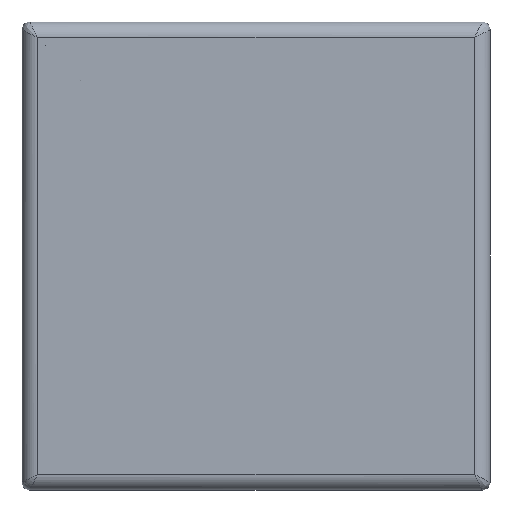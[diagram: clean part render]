
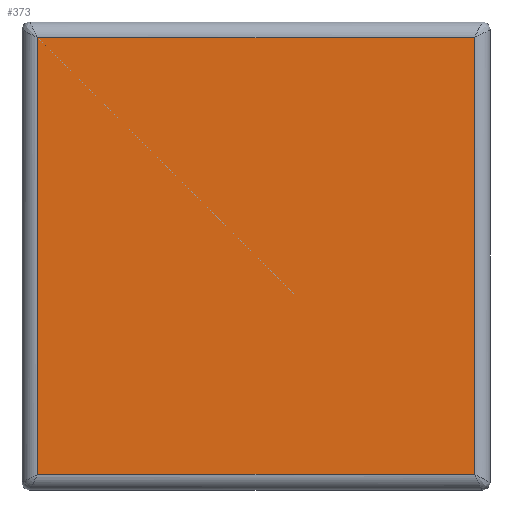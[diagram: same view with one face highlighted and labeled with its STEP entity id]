
A CAD part, front view. The second image highlights one B-rep face of the part: STEP entity #373.
In plain terms, the highlighted planar face has unit normal (0, -1, 0).
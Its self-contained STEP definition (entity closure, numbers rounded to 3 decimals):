
#326 = ORIENTED_EDGE ( 'NONE', *, *, #363, .T. ) ;
#328 = EDGE_LOOP ( 'NONE', ( #326, #365, #357, #361 ) ) ;
#346 = EDGE_CURVE ( 'NONE', #416, #353, #975, .T. ) ;
#347 = VERTEX_POINT ( 'NONE', #994 ) ;
#353 = VERTEX_POINT ( 'NONE', #931 ) ;
#357 = ORIENTED_EDGE ( 'NONE', *, *, #439, .T. ) ;
#361 = ORIENTED_EDGE ( 'NONE', *, *, #438, .T. ) ;
#363 = EDGE_CURVE ( 'NONE', #347, #416, #1006, .T. ) ;
#365 = ORIENTED_EDGE ( 'NONE', *, *, #346, .T. ) ;
#373 = ADVANCED_FACE ( 'NONE', ( #1103 ), #1184, .T. ) ;
#416 = VERTEX_POINT ( 'NONE', #1216 ) ;
#420 = VERTEX_POINT ( 'NONE', #1240 ) ;
#438 = EDGE_CURVE ( 'NONE', #420, #347, #1311, .T. ) ;
#439 = EDGE_CURVE ( 'NONE', #353, #420, #1290, .T. ) ;
#931 = CARTESIAN_POINT ( 'NONE',  ( -28., 0., -2. ) ) ;
#934 = DIRECTION ( 'NONE',  ( -1., 0., 0. ) ) ;
#935 = VECTOR ( 'NONE', #934, 1000. ) ;
#936 = CARTESIAN_POINT ( 'NONE',  ( -30., 0., -2. ) ) ;
#975 = LINE ( 'NONE', #936, #935 ) ;
#994 = CARTESIAN_POINT ( 'NONE',  ( 28., 0., -58. ) ) ;
#1004 = DIRECTION ( 'NONE',  ( 0., 0., 1. ) ) ;
#1005 = VECTOR ( 'NONE', #1004, 1000. ) ;
#1006 = LINE ( 'NONE', #1010, #1005 ) ;
#1010 = CARTESIAN_POINT ( 'NONE',  ( 28., 0., 0. ) ) ;
#1027 = AXIS2_PLACEMENT_3D ( 'NONE', #1085, #1072, #1071 ) ;
#1071 = DIRECTION ( 'NONE',  ( 0., 0., -1. ) ) ;
#1072 = DIRECTION ( 'NONE',  ( 0., -1., 0. ) ) ;
#1085 = CARTESIAN_POINT ( 'NONE',  ( -30., 0., -60. ) ) ;
#1103 = FACE_OUTER_BOUND ( 'NONE', #328, .T. ) ;
#1184 = PLANE ( 'NONE',  #1027 ) ;
#1216 = CARTESIAN_POINT ( 'NONE',  ( 28., 0., -2. ) ) ;
#1240 = CARTESIAN_POINT ( 'NONE',  ( -28., 0., -58. ) ) ;
#1286 = DIRECTION ( 'NONE',  ( 0., 0., -1. ) ) ;
#1287 = VECTOR ( 'NONE', #1286, 1000. ) ;
#1288 = CARTESIAN_POINT ( 'NONE',  ( -28., 0., -60. ) ) ;
#1290 = LINE ( 'NONE', #1288, #1287 ) ;
#1291 = DIRECTION ( 'NONE',  ( 1., 0., 0. ) ) ;
#1292 = VECTOR ( 'NONE', #1291, 1000. ) ;
#1309 = CARTESIAN_POINT ( 'NONE',  ( 30., 0., -58. ) ) ;
#1311 = LINE ( 'NONE', #1309, #1292 ) ;
